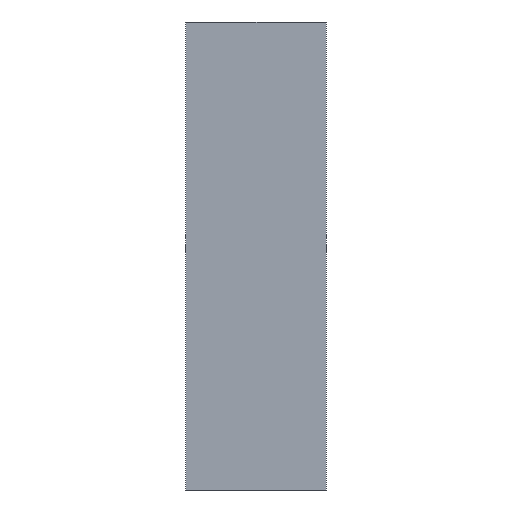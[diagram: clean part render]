
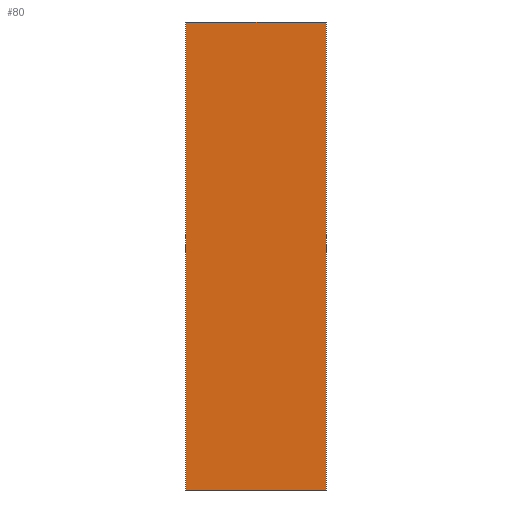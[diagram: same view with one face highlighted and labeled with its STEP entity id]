
A CAD part, left-side view. The second image highlights one B-rep face of the part: STEP entity #80.
In plain terms, the highlighted planar face has unit normal (-1, 0, 0).
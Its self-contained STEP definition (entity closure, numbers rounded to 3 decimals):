
#10 = DIRECTION ( 'NONE',  ( 0., -1., 0. ) ) ;
#26 = CARTESIAN_POINT ( 'NONE',  ( -30., 0., -5. ) ) ;
#29 = CARTESIAN_POINT ( 'NONE',  ( -30., 0., -5. ) ) ;
#36 = AXIS2_PLACEMENT_3D ( 'NONE', #140, #167, #81 ) ;
#39 = VERTEX_POINT ( 'NONE', #99 ) ;
#47 = DIRECTION ( 'NONE',  ( 0., -1., 0. ) ) ;
#59 = PLANE ( 'NONE',  #36 ) ;
#63 = CARTESIAN_POINT ( 'NONE',  ( -30., 0., 5. ) ) ;
#64 = CARTESIAN_POINT ( 'NONE',  ( -30., 3., -5. ) ) ;
#67 = CARTESIAN_POINT ( 'NONE',  ( -30., 3., 5. ) ) ;
#78 = FACE_OUTER_BOUND ( 'NONE', #204, .T. ) ;
#80 = ADVANCED_FACE ( 'NONE', ( #78 ), #59, .F. ) ;
#81 = DIRECTION ( 'NONE',  ( 0., 0., -1. ) ) ;
#95 = EDGE_CURVE ( 'NONE', #39, #195, #209, .T. ) ;
#97 = ORIENTED_EDGE ( 'NONE', *, *, #135, .T. ) ;
#99 = CARTESIAN_POINT ( 'NONE',  ( -30., 3., -5. ) ) ;
#102 = VERTEX_POINT ( 'NONE', #67 ) ;
#108 = DIRECTION ( 'NONE',  ( 0., 0., 1. ) ) ;
#116 = VECTOR ( 'NONE', #171, 1000. ) ;
#127 = LINE ( 'NONE', #64, #116 ) ;
#135 = EDGE_CURVE ( 'NONE', #195, #148, #192, .T. ) ;
#140 = CARTESIAN_POINT ( 'NONE',  ( -30., 3., -5. ) ) ;
#147 = EDGE_CURVE ( 'NONE', #102, #148, #211, .T. ) ;
#148 = VERTEX_POINT ( 'NONE', #63 ) ;
#167 = DIRECTION ( 'NONE',  ( 1., 0., 0. ) ) ;
#169 = VECTOR ( 'NONE', #47, 1000. ) ;
#171 = DIRECTION ( 'NONE',  ( 0., 0., 1. ) ) ;
#172 = CARTESIAN_POINT ( 'NONE',  ( -30., 3., 5. ) ) ;
#174 = CARTESIAN_POINT ( 'NONE',  ( -30., 3., -5. ) ) ;
#191 = VECTOR ( 'NONE', #108, 1000. ) ;
#192 = LINE ( 'NONE', #29, #191 ) ;
#195 = VERTEX_POINT ( 'NONE', #26 ) ;
#197 = VECTOR ( 'NONE', #10, 1000. ) ;
#204 = EDGE_LOOP ( 'NONE', ( #97, #217, #219, #223 ) ) ;
#209 = LINE ( 'NONE', #174, #197 ) ;
#211 = LINE ( 'NONE', #172, #169 ) ;
#215 = EDGE_CURVE ( 'NONE', #39, #102, #127, .T. ) ;
#217 = ORIENTED_EDGE ( 'NONE', *, *, #147, .F. ) ;
#219 = ORIENTED_EDGE ( 'NONE', *, *, #215, .F. ) ;
#223 = ORIENTED_EDGE ( 'NONE', *, *, #95, .T. ) ;
